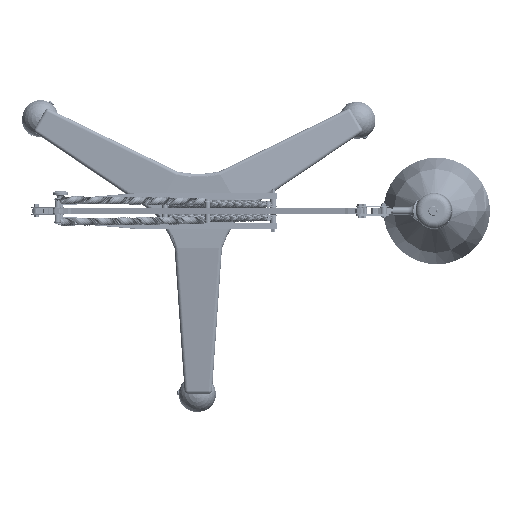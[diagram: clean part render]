
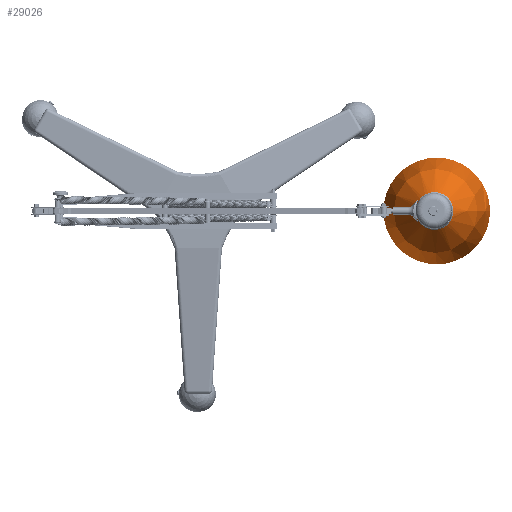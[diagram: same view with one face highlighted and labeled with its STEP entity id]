
A CAD part, front view. The second image highlights one B-rep face of the part: STEP entity #29026.
In plain terms, the highlighted free-form (B-spline) face has degree [2, 2] with [3, 9] control points.
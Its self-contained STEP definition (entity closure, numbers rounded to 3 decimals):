
#347=(
BOUNDED_SURFACE()
B_SPLINE_SURFACE(2,2,((#53569,#53570,#53571,#53572,#53573,#53574,#53575,
#53576,#53577),(#53578,#53579,#53580,#53581,#53582,#53583,#53584,#53585,
#53586),(#53587,#53588,#53589,#53590,#53591,#53592,#53593,#53594,#53595)),
 .UNSPECIFIED.,.F.,.T.,.F.)
B_SPLINE_SURFACE_WITH_KNOTS((3,3),(3,2,2,2,3),(-0.811,-0.12),
(-3.142,-1.571,0.,1.571,3.142),
 .UNSPECIFIED.)
GEOMETRIC_REPRESENTATION_ITEM()
RATIONAL_B_SPLINE_SURFACE(((1.,0.707,1.,0.707,1.,
0.707,1.,0.707,1.),(0.941,0.665,
0.941,0.665,0.941,0.665,0.941,
0.665,0.941),(1.,0.707,1.,0.707,
1.,0.707,1.,0.707,1.)))
REPRESENTATION_ITEM('')
SURFACE()
);
#2889=FACE_OUTER_BOUND('',#4691,.T.);
#4691=EDGE_LOOP('',(#24067,#24068,#24069,#24070,#24071,#24072));
#10346=CIRCLE('',#33304,27.847);
#10347=CIRCLE('',#33305,27.847);
#10350=CIRCLE('',#33308,78.744);
#10351=CIRCLE('',#33309,78.744);
#10352=CIRCLE('',#33310,167.521);
#13175=VERTEX_POINT('',#53561);
#13176=VERTEX_POINT('',#53563);
#13178=VERTEX_POINT('',#53596);
#13179=VERTEX_POINT('',#53597);
#16973=EDGE_CURVE('',#13176,#13175,#10346,.T.);
#16974=EDGE_CURVE('',#13175,#13176,#10347,.T.);
#16977=EDGE_CURVE('',#13178,#13179,#10350,.T.);
#16978=EDGE_CURVE('',#13179,#13178,#10351,.T.);
#16979=EDGE_CURVE('',#13179,#13175,#10352,.T.);
#24067=ORIENTED_EDGE('',*,*,#16977,.F.);
#24068=ORIENTED_EDGE('',*,*,#16978,.F.);
#24069=ORIENTED_EDGE('',*,*,#16979,.T.);
#24070=ORIENTED_EDGE('',*,*,#16974,.T.);
#24071=ORIENTED_EDGE('',*,*,#16973,.T.);
#24072=ORIENTED_EDGE('',*,*,#16979,.F.);
#29026=ADVANCED_FACE('',(#2889),#347,.F.);
#33304=AXIS2_PLACEMENT_3D('',#53564,#41279,#41280);
#33305=AXIS2_PLACEMENT_3D('',#53565,#41281,#41282);
#33308=AXIS2_PLACEMENT_3D('',#53598,#41287,#41288);
#33309=AXIS2_PLACEMENT_3D('',#53599,#41289,#41290);
#33310=AXIS2_PLACEMENT_3D('',#53600,#41291,#41292);
#41279=DIRECTION('center_axis',(0.,-1.,0.));
#41280=DIRECTION('ref_axis',(1.,0.,0.));
#41281=DIRECTION('center_axis',(0.,-1.,0.));
#41282=DIRECTION('ref_axis',(1.,0.,0.));
#41287=DIRECTION('center_axis',(0.,-1.,0.));
#41288=DIRECTION('ref_axis',(1.,0.,0.));
#41289=DIRECTION('center_axis',(0.,-1.,0.));
#41290=DIRECTION('ref_axis',(1.,0.,0.));
#41291=DIRECTION('center_axis',(-1.,0.,0.));
#41292=DIRECTION('ref_axis',(0.,0.,1.));
#53561=CARTESIAN_POINT('',(0.,103.556,27.847));
#53563=CARTESIAN_POINT('',(27.847,103.556,0.));
#53564=CARTESIAN_POINT('Origin',(0.,103.556,0.));
#53565=CARTESIAN_POINT('Origin',(0.,103.556,0.));
#53569=CARTESIAN_POINT('Ctrl Pts',(0.,103.556,27.847));
#53570=CARTESIAN_POINT('Ctrl Pts',(-27.847,103.556,27.847));
#53571=CARTESIAN_POINT('Ctrl Pts',(-27.847,103.556,0.));
#53572=CARTESIAN_POINT('Ctrl Pts',(-27.847,103.556,-27.847));
#53573=CARTESIAN_POINT('Ctrl Pts',(0.,103.556,-27.847));
#53574=CARTESIAN_POINT('Ctrl Pts',(27.847,103.556,-27.847));
#53575=CARTESIAN_POINT('Ctrl Pts',(27.847,103.556,0.));
#53576=CARTESIAN_POINT('Ctrl Pts',(27.847,103.556,27.847));
#53577=CARTESIAN_POINT('Ctrl Pts',(0.,103.556,27.847));
#53578=CARTESIAN_POINT('Ctrl Pts',(0.,62.05,71.514));
#53579=CARTESIAN_POINT('Ctrl Pts',(-71.514,62.05,71.514));
#53580=CARTESIAN_POINT('Ctrl Pts',(-71.514,62.05,0.));
#53581=CARTESIAN_POINT('Ctrl Pts',(-71.514,62.05,-71.514));
#53582=CARTESIAN_POINT('Ctrl Pts',(0.,62.05,-71.514));
#53583=CARTESIAN_POINT('Ctrl Pts',(71.514,62.05,-71.514));
#53584=CARTESIAN_POINT('Ctrl Pts',(71.514,62.05,0.));
#53585=CARTESIAN_POINT('Ctrl Pts',(71.514,62.05,71.514));
#53586=CARTESIAN_POINT('Ctrl Pts',(0.,62.05,71.514));
#53587=CARTESIAN_POINT('Ctrl Pts',(0.,2.24,78.744));
#53588=CARTESIAN_POINT('Ctrl Pts',(-78.744,2.24,78.744));
#53589=CARTESIAN_POINT('Ctrl Pts',(-78.744,2.24,0.));
#53590=CARTESIAN_POINT('Ctrl Pts',(-78.744,2.24,-78.744));
#53591=CARTESIAN_POINT('Ctrl Pts',(0.,2.24,-78.744));
#53592=CARTESIAN_POINT('Ctrl Pts',(78.744,2.24,-78.744));
#53593=CARTESIAN_POINT('Ctrl Pts',(78.744,2.24,0.));
#53594=CARTESIAN_POINT('Ctrl Pts',(78.744,2.24,78.744));
#53595=CARTESIAN_POINT('Ctrl Pts',(0.,2.24,78.744));
#53596=CARTESIAN_POINT('',(78.744,2.24,0.));
#53597=CARTESIAN_POINT('',(0.,2.24,78.744));
#53598=CARTESIAN_POINT('Origin',(0.,2.24,0.));
#53599=CARTESIAN_POINT('Origin',(0.,2.24,0.));
#53600=CARTESIAN_POINT('Origin',(0.,-17.866,
-87.566));
